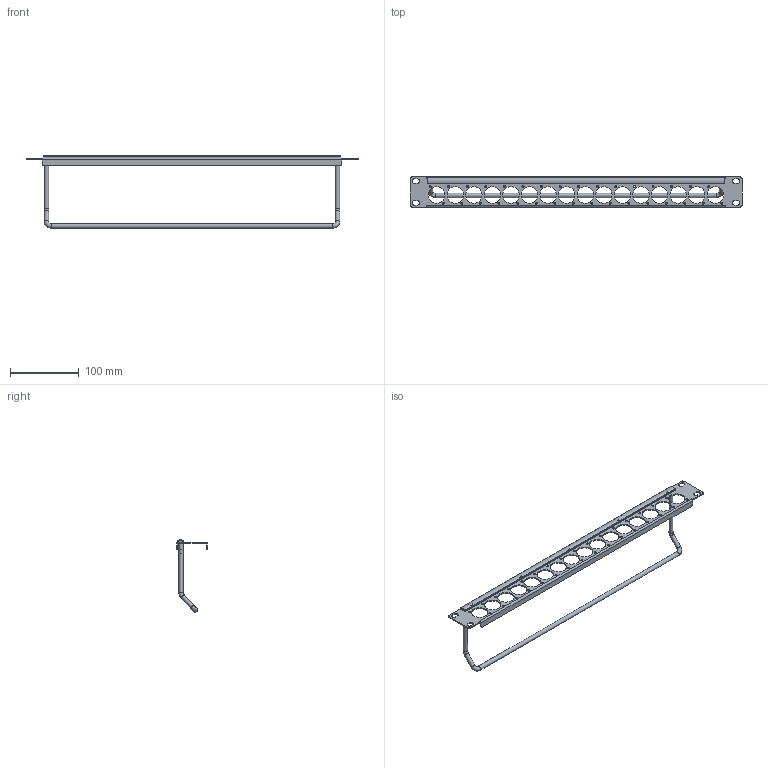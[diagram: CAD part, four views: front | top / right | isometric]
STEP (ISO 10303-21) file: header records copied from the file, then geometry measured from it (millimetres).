
FILE_DESCRIPTION(/* description */ (''),/* implementation_level */ '2;1');
FILE_NAME(/* name */ 'CP30151 2025.stp',/* time_stamp */ '2025-09-01T11:33:34+01:00',/* author */ ('tottley'),/* organization */ (''),/* preprocessor_version */ 'ST-DEVELOPER v20',/* originating_system */ 'Autodesk Inventor 2025',/* authorisation */ '');
FILE_SCHEMA (('AUTOMOTIVE_DESIGN { 1 0 10303 214 3 1 1 }'));
Length unit declared in the file: millimetre
Products named in the file (1): Part4
Bounding box: 482.6 x 44.05 x 105.1 mm (x, y, z)
Volume: 64094.6 mm3; surface area: 72776.7 mm2
Topology: 1 solids, 6 shells, 715 faces, 2084 edges, 1380 vertices
Faces by surface type: cylinder 283, bspline 207, plane 137, cone 60, torus 28
Full cylindrical faces by diameter (mm): 2.259 x15, 2.3 x3, 2.459 x2, 2.5 x20, 2.8 x5, 3 x2, 3.5 x2, 4.4 x5, 5.2 x2, 6.35 x5, 24 x16
Entity records: 74356 total; most frequent: CARTESIAN_POINT 57011, ORIENTED_EDGE 4152, DIRECTION 2342, EDGE_CURVE 2076, VERTEX_POINT 1380, B_SPLINE_CURVE_WITH_KNOTS 1097, AXIS2_PLACEMENT_3D 910, EDGE_LOOP 848
